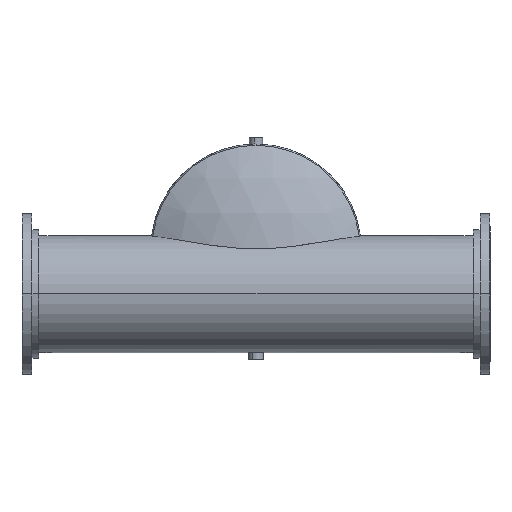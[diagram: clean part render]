
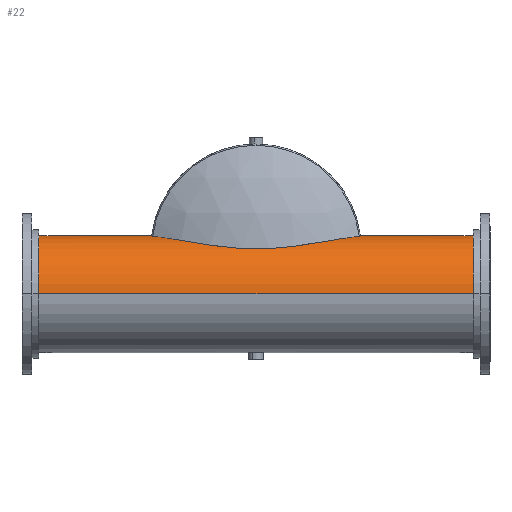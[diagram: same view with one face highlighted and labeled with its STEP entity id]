
A CAD part, top view. The second image highlights one B-rep face of the part: STEP entity #22.
In plain terms, the highlighted cylindrical face has radius 254 mm (diameter 508 mm), a partial arc.
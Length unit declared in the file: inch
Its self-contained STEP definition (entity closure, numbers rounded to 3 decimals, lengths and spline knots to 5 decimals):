
#18 = DIRECTION ( 'NONE',  ( 0., 0., -1. ) ) ;
#22 = ADVANCED_FACE ( 'NONE', ( #1880, #1037 ), #1801, .T. ) ;
#146 = EDGE_CURVE ( 'NONE', #281, #254, #1544, .T. ) ;
#155 = CARTESIAN_POINT ( 'NONE',  ( 0., 79., 0. ) ) ;
#192 = CARTESIAN_POINT ( 'NONE',  ( 0., 0., -10. ) ) ;
#199 = VECTOR ( 'NONE', #1393, 39.37008 ) ;
#254 = VERTEX_POINT ( 'NONE', #192 ) ;
#281 = VERTEX_POINT ( 'NONE', #4005 ) ;
#305 = ORIENTED_EDGE ( 'NONE', *, *, #1790, .T. ) ;
#380 = DIRECTION ( 'NONE',  ( 0., 1., 0. ) ) ;
#466 = LINE ( 'NONE', #3944, #4455 ) ;
#538 = AXIS2_PLACEMENT_3D ( 'NONE', #3364, #1417, #2975 ) ;
#548 = DIRECTION ( 'NONE',  ( 0., 1., 0. ) ) ;
#560 = EDGE_LOOP ( 'NONE', ( #3467, #987, #2716, #2243 ) ) ;
#627 = AXIS2_PLACEMENT_3D ( 'NONE', #4262, #380, #1549 ) ;
#630 = LINE ( 'NONE', #4899, #199 ) ;
#727 = LINE ( 'NONE', #3414, #3098 ) ;
#806 = VERTEX_POINT ( 'NONE', #2445 ) ;
#842 = DIRECTION ( 'NONE',  ( 0., 1., 0. ) ) ;
#987 = ORIENTED_EDGE ( 'NONE', *, *, #1239, .F. ) ;
#1037 = FACE_BOUND ( 'NONE', #3935, .T. ) ;
#1109 = CIRCLE ( 'NONE', #3396, 10. ) ;
#1239 = EDGE_CURVE ( 'NONE', #281, #3997, #3634, .T. ) ;
#1393 = DIRECTION ( 'NONE',  ( 0., -1., 0. ) ) ;
#1417 = DIRECTION ( 'NONE',  ( 0., -1., 0. ) ) ;
#1544 = LINE ( 'NONE', #1974, #2484 ) ;
#1549 = DIRECTION ( 'NONE',  ( 0., 0., 1. ) ) ;
#1626 = VERTEX_POINT ( 'NONE', #4220 ) ;
#1704 = DIRECTION ( 'NONE',  ( 0., 0., 1. ) ) ;
#1726 = EDGE_CURVE ( 'NONE', #1823, #2546, #1109, .T. ) ;
#1752 = AXIS2_PLACEMENT_3D ( 'NONE', #2471, #548, #4023 ) ;
#1790 = EDGE_CURVE ( 'NONE', #3792, #806, #4383, .T. ) ;
#1801 = CYLINDRICAL_SURFACE ( 'NONE', #538, 10. ) ;
#1823 = VERTEX_POINT ( 'NONE', #4010 ) ;
#1880 = FACE_OUTER_BOUND ( 'NONE', #560, .T. ) ;
#1974 = CARTESIAN_POINT ( 'NONE',  ( 0., 79., -10. ) ) ;
#2011 = CARTESIAN_POINT ( 'NONE',  ( 0., 79., 10. ) ) ;
#2070 = AXIS2_PLACEMENT_3D ( 'NONE', #155, #4035, #1704 ) ;
#2179 = ORIENTED_EDGE ( 'NONE', *, *, #2791, .T. ) ;
#2221 = DIRECTION ( 'NONE',  ( 0., -1., 0. ) ) ;
#2243 = ORIENTED_EDGE ( 'NONE', *, *, #2377, .T. ) ;
#2377 = EDGE_CURVE ( 'NONE', #254, #1626, #3968, .T. ) ;
#2445 = CARTESIAN_POINT ( 'NONE',  ( -9.16515, 49.5, 4. ) ) ;
#2471 = CARTESIAN_POINT ( 'NONE',  ( 0., 0., 0. ) ) ;
#2484 = VECTOR ( 'NONE', #4279, 39.37008 ) ;
#2546 = VERTEX_POINT ( 'NONE', #3701 ) ;
#2695 = DIRECTION ( 'NONE',  ( 0., -1., 0. ) ) ;
#2716 = ORIENTED_EDGE ( 'NONE', *, *, #146, .T. ) ;
#2791 = EDGE_CURVE ( 'NONE', #2546, #3792, #466, .T. ) ;
#2975 = DIRECTION ( 'NONE',  ( 0., 0., -1. ) ) ;
#3098 = VECTOR ( 'NONE', #2221, 39.37008 ) ;
#3267 = EDGE_CURVE ( 'NONE', #3997, #1626, #727, .T. ) ;
#3364 = CARTESIAN_POINT ( 'NONE',  ( 0., 79., 0. ) ) ;
#3371 = CARTESIAN_POINT ( 'NONE',  ( -9.16515, 49.5, -4. ) ) ;
#3396 = AXIS2_PLACEMENT_3D ( 'NONE', #4654, #2695, #18 ) ;
#3414 = CARTESIAN_POINT ( 'NONE',  ( 0., 79., 10. ) ) ;
#3467 = ORIENTED_EDGE ( 'NONE', *, *, #3267, .F. ) ;
#3634 = CIRCLE ( 'NONE', #2070, 10. ) ;
#3701 = CARTESIAN_POINT ( 'NONE',  ( -9.16515, 29.5, -4. ) ) ;
#3792 = VERTEX_POINT ( 'NONE', #3371 ) ;
#3935 = EDGE_LOOP ( 'NONE', ( #3988, #4751, #2179, #305 ) ) ;
#3944 = CARTESIAN_POINT ( 'NONE',  ( -9.16515, 79., -4. ) ) ;
#3968 = CIRCLE ( 'NONE', #1752, 10. ) ;
#3988 = ORIENTED_EDGE ( 'NONE', *, *, #4498, .T. ) ;
#3997 = VERTEX_POINT ( 'NONE', #2011 ) ;
#4005 = CARTESIAN_POINT ( 'NONE',  ( 0., 79., -10. ) ) ;
#4010 = CARTESIAN_POINT ( 'NONE',  ( -9.16515, 29.5, 4. ) ) ;
#4023 = DIRECTION ( 'NONE',  ( 0., 0., 1. ) ) ;
#4035 = DIRECTION ( 'NONE',  ( 0., 1., 0. ) ) ;
#4220 = CARTESIAN_POINT ( 'NONE',  ( 0., 0., 10. ) ) ;
#4262 = CARTESIAN_POINT ( 'NONE',  ( 0., 49.5, 0. ) ) ;
#4279 = DIRECTION ( 'NONE',  ( 0., -1., 0. ) ) ;
#4383 = CIRCLE ( 'NONE', #627, 10. ) ;
#4455 = VECTOR ( 'NONE', #842, 39.37008 ) ;
#4498 = EDGE_CURVE ( 'NONE', #806, #1823, #630, .T. ) ;
#4654 = CARTESIAN_POINT ( 'NONE',  ( 0., 29.5, 0. ) ) ;
#4751 = ORIENTED_EDGE ( 'NONE', *, *, #1726, .T. ) ;
#4899 = CARTESIAN_POINT ( 'NONE',  ( -9.16515, 79., 4. ) ) ;
